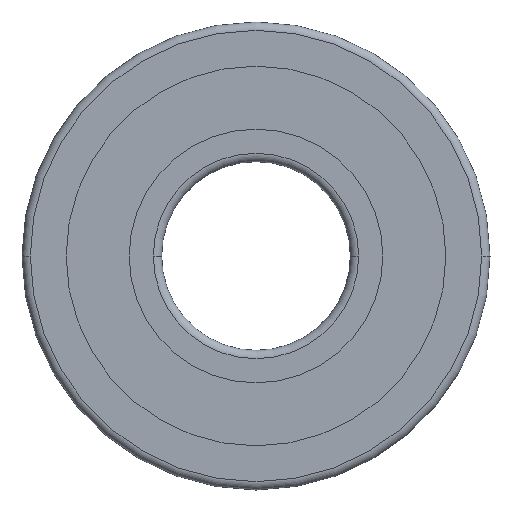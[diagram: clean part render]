
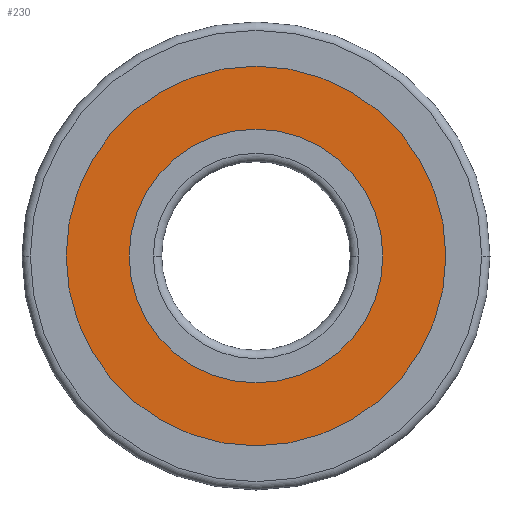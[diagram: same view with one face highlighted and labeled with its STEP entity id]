
A CAD part, left-side view. The second image highlights one B-rep face of the part: STEP entity #230.
In plain terms, the highlighted planar face has unit normal (-1, 0, 0).
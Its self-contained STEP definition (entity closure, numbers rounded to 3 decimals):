
#230=ADVANCED_FACE('',(#473,#474),#475,.T.);
#473=FACE_OUTER_BOUND('',#732,.T.);
#474=FACE_BOUND('',#733,.T.);
#475=PLANE('',#734);
#732=EDGE_LOOP('',(#1333,#1334));
#733=EDGE_LOOP('',(#1335,#1336));
#734=AXIS2_PLACEMENT_3D('',#1337,#1338,#1339);
#1333=ORIENTED_EDGE('',*,*,#1607,.F.);
#1334=ORIENTED_EDGE('',*,*,#1612,.F.);
#1335=ORIENTED_EDGE('',*,*,#1616,.T.);
#1336=ORIENTED_EDGE('',*,*,#1602,.T.);
#1337=CARTESIAN_POINT('',(0.1,0.,20.975));
#1338=DIRECTION('',(-1.0,-0.0,0.0));
#1339=DIRECTION('',(0.0,0.0,1.0));
#1602=EDGE_CURVE('',#1964,#1961,#1965,.T.);
#1607=EDGE_CURVE('',#1970,#1973,#1974,.T.);
#1612=EDGE_CURVE('',#1973,#1970,#1980,.T.);
#1616=EDGE_CURVE('',#1961,#1964,#1984,.T.);
#1961=VERTEX_POINT('',#3065);
#1964=VERTEX_POINT('',#3069);
#1965=CIRCLE('',#3070,16.8);
#1970=VERTEX_POINT('',#3076);
#1973=VERTEX_POINT('',#3080);
#1974=CIRCLE('',#3081,25.15);
#1980=CIRCLE('',#3088,25.15);
#1984=CIRCLE('',#3092,16.8);
#3065=CARTESIAN_POINT('',(0.1,0.,16.8));
#3069=CARTESIAN_POINT('',(0.1,0.,-16.8));
#3070=AXIS2_PLACEMENT_3D('',#3449,#3450,#3451);
#3076=CARTESIAN_POINT('',(0.1,0.,25.15));
#3080=CARTESIAN_POINT('',(0.1,0.,-25.15));
#3081=AXIS2_PLACEMENT_3D('',#3457,#3458,#3459);
#3088=AXIS2_PLACEMENT_3D('',#3467,#3468,#3469);
#3092=AXIS2_PLACEMENT_3D('',#3473,#3474,#3475);
#3449=CARTESIAN_POINT('',(0.1,0.0,0.0));
#3450=DIRECTION('',(1.0,0.0,-0.0));
#3451=DIRECTION('',(0.0,0.,1.0));
#3457=CARTESIAN_POINT('',(0.1,0.0,0.0));
#3458=DIRECTION('',(1.0,0.0,-0.0));
#3459=DIRECTION('',(0.0,0.,1.0));
#3467=CARTESIAN_POINT('',(0.1,0.0,0.0));
#3468=DIRECTION('',(1.0,0.0,-0.0));
#3469=DIRECTION('',(0.0,0.,1.0));
#3473=CARTESIAN_POINT('',(0.1,0.0,0.0));
#3474=DIRECTION('',(1.0,0.0,-0.0));
#3475=DIRECTION('',(0.0,0.,1.0));
